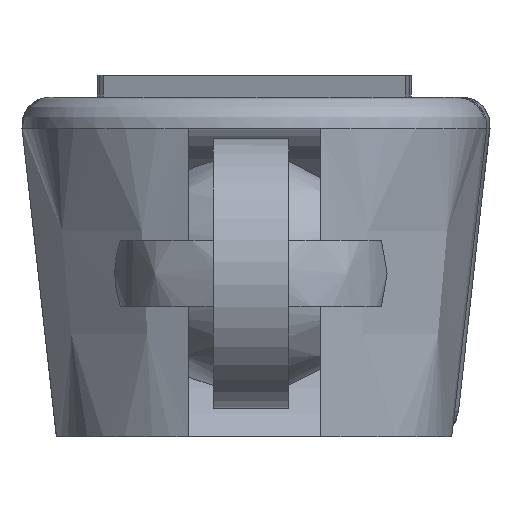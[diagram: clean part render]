
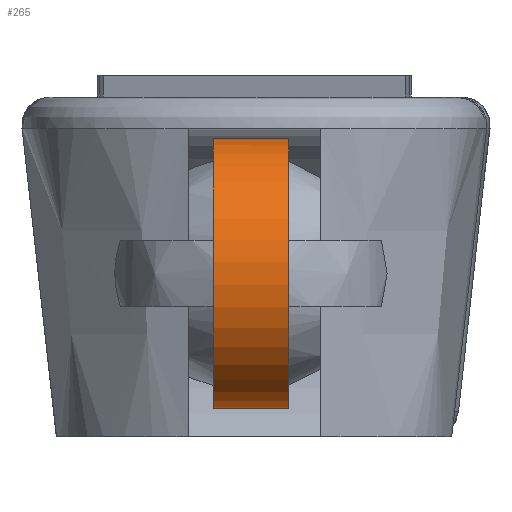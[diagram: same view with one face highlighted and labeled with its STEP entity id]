
A CAD part, left-side view. The second image highlights one B-rep face of the part: STEP entity #265.
In plain terms, the highlighted cylindrical face has radius 3.581 mm (diameter 7.162 mm), a partial arc.
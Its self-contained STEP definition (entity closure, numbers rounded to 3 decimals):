
#12=CYLINDRICAL_SURFACE('',#9091,3.581);
#265=ADVANCED_FACE('',(#869),#12,.T.);
#869=FACE_OUTER_BOUND('',#1486,.T.);
#1486=EDGE_LOOP('',(#2417,#2418,#2419,#2420,#2421,#2422,#2423));
#2417=ORIENTED_EDGE('',*,*,#4933,.T.);
#2418=ORIENTED_EDGE('',*,*,#4964,.T.);
#2419=ORIENTED_EDGE('',*,*,#4944,.T.);
#2420=ORIENTED_EDGE('',*,*,#4934,.T.);
#2421=ORIENTED_EDGE('',*,*,#4953,.F.);
#2422=ORIENTED_EDGE('',*,*,#4973,.F.);
#2423=ORIENTED_EDGE('',*,*,#4932,.F.);
#4932=EDGE_CURVE('',#7628,#7629,#6618,.T.);
#4933=EDGE_CURVE('',#7628,#7647,#6121,.T.);
#4934=EDGE_CURVE('',#7630,#7631,#6306,.T.);
#4944=EDGE_CURVE('',#7635,#7630,#6122,.T.);
#4953=EDGE_CURVE('',#7641,#7631,#6123,.T.);
#4964=EDGE_CURVE('',#7647,#7635,#6124,.T.);
#4973=EDGE_CURVE('',#7629,#7641,#6125,.T.);
#6121=TRIMMED_CURVE($,#6206,(#13235),(#13236),.T.,.CARTESIAN.);
#6122=TRIMMED_CURVE($,#6207,(#13380),(#13381),.T.,.CARTESIAN.);
#6123=TRIMMED_CURVE($,#6208,(#13410),(#13411),.T.,.CARTESIAN.);
#6124=TRIMMED_CURVE($,#6209,(#13440),(#13441),.T.,.CARTESIAN.);
#6125=TRIMMED_CURVE($,#6210,(#13502),(#13503),.T.,.CARTESIAN.);
#6206=CIRCLE('',#9116,3.581);
#6207=CIRCLE('',#9117,3.581);
#6208=CIRCLE('',#9118,3.581);
#6209=CIRCLE('',#9119,3.581);
#6210=CIRCLE('',#9120,3.581);
#6306=(
BOUNDED_CURVE()
B_SPLINE_CURVE(1,(#13237,#13238),.UNSPECIFIED.,.F.,.F.)
B_SPLINE_CURVE_WITH_KNOTS((2,2),(0.,2.),.UNSPECIFIED.)
CURVE()
GEOMETRIC_REPRESENTATION_ITEM()
RATIONAL_B_SPLINE_CURVE((1.,1.))
REPRESENTATION_ITEM('')
);
#6618=B_SPLINE_CURVE_WITH_KNOTS('',1,(#13232,#13233),.UNSPECIFIED.,.F.,
 .F.,(2,2),(0.,2.),.UNSPECIFIED.);
#7628=VERTEX_POINT('',#12505);
#7629=VERTEX_POINT('',#12506);
#7630=VERTEX_POINT('',#12507);
#7631=VERTEX_POINT('',#12508);
#7635=VERTEX_POINT('',#12512);
#7641=VERTEX_POINT('',#12518);
#7647=VERTEX_POINT('',#12524);
#9091=AXIS2_PLACEMENT_3D('',#12115,#9526,$);
#9116=AXIS2_PLACEMENT_3D($,#13234,#9555,#9556);
#9117=AXIS2_PLACEMENT_3D($,#13379,#9557,#9558);
#9118=AXIS2_PLACEMENT_3D($,#13409,#9559,#9560);
#9119=AXIS2_PLACEMENT_3D($,#13439,#9561,#9562);
#9120=AXIS2_PLACEMENT_3D($,#13501,#9563,#9564);
#9526=DIRECTION('',(0.,-1.,0.));
#9555=DIRECTION('',(0.,-1.,0.));
#9556=DIRECTION('',(0.,0.,1.));
#9557=DIRECTION('',(0.,-1.,0.));
#9558=DIRECTION('',(-0.969,0.,-0.246));
#9559=DIRECTION('',(0.,-1.,0.));
#9560=DIRECTION('',(-0.969,0.,-0.246));
#9561=DIRECTION('',(0.,-1.,0.));
#9562=DIRECTION('',(-0.969,0.,0.246));
#9563=DIRECTION('',(0.,-1.,0.));
#9564=DIRECTION('',(0.,0.,1.));
#12115=CARTESIAN_POINT('',(-114.419,25.09,4.331));
#12505=CARTESIAN_POINT('',(-114.419,26.09,7.912));
#12506=CARTESIAN_POINT('',(-114.419,24.09,7.912));
#12507=CARTESIAN_POINT('',(-114.419,26.09,0.75));
#12508=CARTESIAN_POINT('',(-114.419,24.09,0.75));
#12512=CARTESIAN_POINT('',(-117.89,26.09,3.449));
#12518=CARTESIAN_POINT('',(-117.89,24.09,3.449));
#12524=CARTESIAN_POINT('',(-117.89,26.09,5.213));
#13232=CARTESIAN_POINT('',(-114.419,26.09,7.912));
#13233=CARTESIAN_POINT('',(-114.419,24.09,7.912));
#13234=CARTESIAN_POINT('',(-114.419,26.09,4.331));
#13235=CARTESIAN_POINT('',(-114.419,26.09,7.912));
#13236=CARTESIAN_POINT('',(-117.89,26.09,5.213));
#13237=CARTESIAN_POINT('',(-114.419,26.09,0.75));
#13238=CARTESIAN_POINT('',(-114.419,24.09,0.75));
#13379=CARTESIAN_POINT('',(-114.419,26.09,4.331));
#13380=CARTESIAN_POINT('',(-117.89,26.09,3.449));
#13381=CARTESIAN_POINT('',(-114.419,26.09,0.75));
#13409=CARTESIAN_POINT('',(-114.419,24.09,4.331));
#13410=CARTESIAN_POINT('',(-117.89,24.09,3.449));
#13411=CARTESIAN_POINT('',(-114.419,24.09,0.75));
#13439=CARTESIAN_POINT('',(-114.419,26.09,4.331));
#13440=CARTESIAN_POINT('',(-117.89,26.09,5.213));
#13441=CARTESIAN_POINT('',(-117.89,26.09,3.449));
#13501=CARTESIAN_POINT('',(-114.419,24.09,4.331));
#13502=CARTESIAN_POINT('',(-114.419,24.09,7.912));
#13503=CARTESIAN_POINT('',(-117.89,24.09,3.449));
